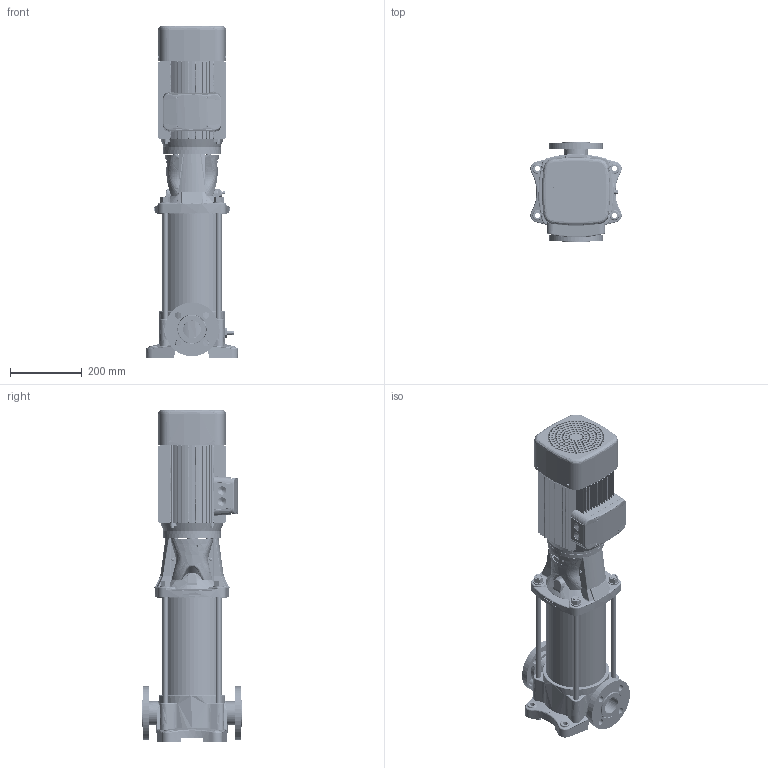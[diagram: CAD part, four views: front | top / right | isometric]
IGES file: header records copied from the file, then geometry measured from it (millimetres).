
Global section: file name: 015P2203 (RMV 10-9F); native system: AutoCAD 2021 — Русский (Russian),62HAutod; preprocessor: esk Translation Framework DWG producer (atf_dwg_producer); organization: unknown; date: 20230903.213818; units: millimetre
Bounding box: 255 x 280 x 926.5 mm (x, y, z)
Volume: 15103061 mm3; surface area: 1777053.1 mm2
Topology: 59 solids, 60 shells, 3809 faces, 15387 edges, 12321 vertices
Faces by surface type: bspline 3675, revolution 134
